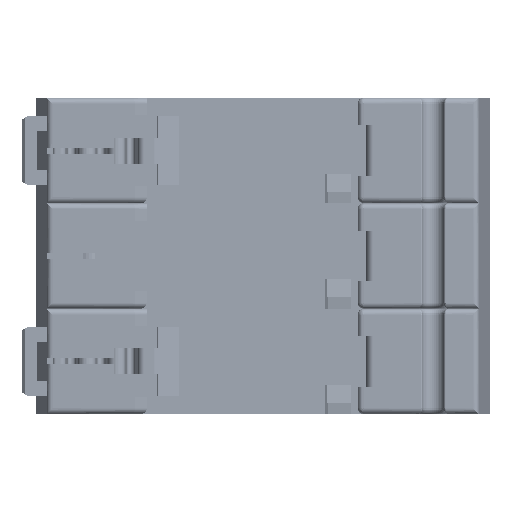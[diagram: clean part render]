
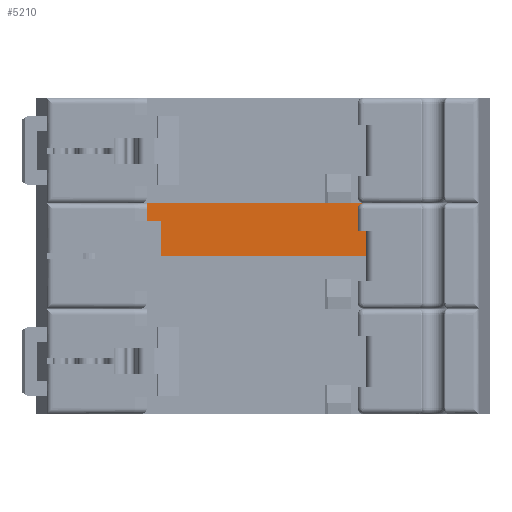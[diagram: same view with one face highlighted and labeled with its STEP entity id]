
A CAD part, front view. The second image highlights one B-rep face of the part: STEP entity #5210.
In plain terms, the highlighted planar face has unit normal (0, -1, 0).
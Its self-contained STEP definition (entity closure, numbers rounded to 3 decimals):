
#3461=PLANE('',#40854);
#5210=ADVANCED_FACE('',(#7708),#3461,.T.);
#7708=FACE_OUTER_BOUND('',#9693,.T.);
#9693=EDGE_LOOP('',(#23322,#23323,#23324,#23325,#23326,#23327));
#12486=LINE('',#58565,#16297);
#12595=LINE('',#58918,#16406);
#12861=LINE('',#59538,#16672);
#12889=LINE('',#59603,#16700);
#12890=LINE('',#59605,#16701);
#12891=LINE('',#59607,#16702);
#16297=VECTOR('',#47030,1.);
#16406=VECTOR('',#47251,1.);
#16672=VECTOR('',#47763,1.);
#16700=VECTOR('',#47813,1.);
#16701=VECTOR('',#47816,1.);
#16702=VECTOR('',#47817,1.);
#23322=ORIENTED_EDGE('',*,*,#35414,.F.);
#23323=ORIENTED_EDGE('',*,*,#35060,.F.);
#23324=ORIENTED_EDGE('',*,*,#35413,.T.);
#23325=ORIENTED_EDGE('',*,*,#34905,.F.);
#23326=ORIENTED_EDGE('',*,*,#35382,.F.);
#23327=ORIENTED_EDGE('',*,*,#35415,.T.);
#30736=VERTEX_POINT('',#58564);
#30737=VERTEX_POINT('',#58566);
#30870=VERTEX_POINT('',#58917);
#30871=VERTEX_POINT('',#58919);
#31093=VERTEX_POINT('',#59537);
#31116=VERTEX_POINT('',#59606);
#34905=EDGE_CURVE('',#30736,#30737,#12486,.T.);
#35060=EDGE_CURVE('',#30870,#30871,#12595,.T.);
#35382=EDGE_CURVE('',#31093,#30736,#12861,.T.);
#35413=EDGE_CURVE('',#30870,#30737,#12889,.T.);
#35414=EDGE_CURVE('',#30871,#31116,#12890,.T.);
#35415=EDGE_CURVE('',#31093,#31116,#12891,.T.);
#40854=AXIS2_PLACEMENT_3D('',#59608,#47818,#47819);
#47030=DIRECTION('',(1.,0.,0.));
#47251=DIRECTION('',(-1.,0.,0.));
#47763=DIRECTION('',(0.,0.,1.));
#47813=DIRECTION('',(0.,0.,1.));
#47816=DIRECTION('',(0.,0.,1.));
#47817=DIRECTION('',(1.,0.,0.));
#47818=DIRECTION('',(0.,-1.,0.));
#47819=DIRECTION('',(0.,0.,1.));
#58564=CARTESIAN_POINT('',(2.8,-59.78,-10.));
#58565=CARTESIAN_POINT('',(2.8,-59.78,-10.));
#58566=CARTESIAN_POINT('',(39.8,-59.78,-10.));
#58917=CARTESIAN_POINT('',(39.8,-59.78,-18.9));
#58918=CARTESIAN_POINT('',(39.8,-59.78,-18.9));
#58919=CARTESIAN_POINT('',(5.15,-59.78,-18.9));
#59537=CARTESIAN_POINT('',(2.8,-59.78,-12.94));
#59538=CARTESIAN_POINT('',(2.8,-59.78,-11.5));
#59603=CARTESIAN_POINT('',(39.8,-59.78,-11.5));
#59605=CARTESIAN_POINT('',(5.15,-59.78,-11.5));
#59606=CARTESIAN_POINT('',(5.15,-59.78,-12.94));
#59607=CARTESIAN_POINT('',(2.8,-59.78,-12.94));
#59608=CARTESIAN_POINT('',(2.8,-59.78,-11.5));
